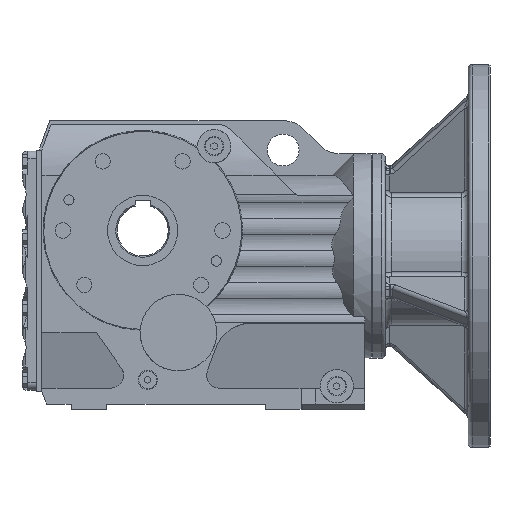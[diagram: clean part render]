
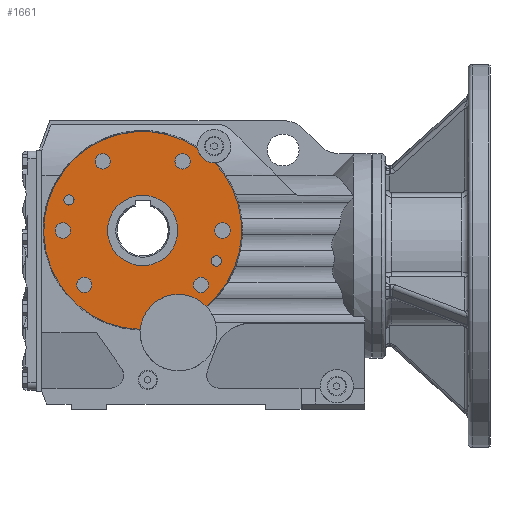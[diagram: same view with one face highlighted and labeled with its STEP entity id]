
A CAD part, front view. The second image highlights one B-rep face of the part: STEP entity #1661.
In plain terms, the highlighted planar face has unit normal (0, -1, 0).
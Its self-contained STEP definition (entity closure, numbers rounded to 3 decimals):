
#1661=ADVANCED_FACE('',(#7421,#7423,#7425,#7427,#7429,#7431,#7433,#7435,#7437,#7439),
#7441,.T.);
#7421=FACE_BOUND('',#7422,.T.);
#7422=EDGE_LOOP('',(#13568,#13569,#13570,#13571));
#7423=FACE_BOUND('',#7424,.T.);
#7424=EDGE_LOOP('',(#13572));
#7425=FACE_BOUND('',#7426,.T.);
#7426=EDGE_LOOP('',(#13573));
#7427=FACE_BOUND('',#7428,.T.);
#7428=EDGE_LOOP('',(#13574));
#7429=FACE_BOUND('',#7430,.T.);
#7430=EDGE_LOOP('',(#13575));
#7431=FACE_BOUND('',#7432,.T.);
#7432=EDGE_LOOP('',(#13576));
#7433=FACE_BOUND('',#7434,.T.);
#7434=EDGE_LOOP('',(#13577));
#7435=FACE_BOUND('',#7436,.T.);
#7436=EDGE_LOOP('',(#13578));
#7437=FACE_BOUND('',#7438,.T.);
#7438=EDGE_LOOP('',(#13579));
#7439=FACE_BOUND('',#7440,.T.);
#7440=EDGE_LOOP('',(#13580));
#7441=PLANE('',#7442);
#7442=AXIS2_PLACEMENT_3D('',#7443,#7444,#7445);
#7443=CARTESIAN_POINT('',(0.,-86.5,77.5));
#7444=DIRECTION('',(0.,-1.,0.));
#7445=DIRECTION('',(1.,0.,0.));
#13568=ORIENTED_EDGE('',*,*,#16412,.F.);
#13569=ORIENTED_EDGE('',*,*,#16271,.F.);
#13570=ORIENTED_EDGE('',*,*,#16413,.F.);
#13571=ORIENTED_EDGE('',*,*,#16131,.F.);
#13572=ORIENTED_EDGE('',*,*,#16144,.T.);
#13573=ORIENTED_EDGE('',*,*,#16234,.F.);
#13574=ORIENTED_EDGE('',*,*,#16236,.F.);
#13575=ORIENTED_EDGE('',*,*,#16238,.F.);
#13576=ORIENTED_EDGE('',*,*,#16240,.F.);
#13577=ORIENTED_EDGE('',*,*,#16242,.F.);
#13578=ORIENTED_EDGE('',*,*,#16244,.F.);
#13579=ORIENTED_EDGE('',*,*,#16246,.F.);
#13580=ORIENTED_EDGE('',*,*,#16248,.F.);
#16131=EDGE_CURVE('',#17675,#17662,#17677,.T.);
#16144=EDGE_CURVE('',#17699,#17699,#17700,.T.);
#16234=EDGE_CURVE('',#17872,#17872,#17873,.T.);
#16236=EDGE_CURVE('',#17876,#17876,#17877,.T.);
#16238=EDGE_CURVE('',#17880,#17880,#17881,.T.);
#16240=EDGE_CURVE('',#17884,#17884,#17885,.T.);
#16242=EDGE_CURVE('',#17888,#17888,#17889,.T.);
#16244=EDGE_CURVE('',#17892,#17892,#17893,.T.);
#16246=EDGE_CURVE('',#17896,#17896,#17897,.T.);
#16248=EDGE_CURVE('',#17900,#17900,#17901,.T.);
#16271=EDGE_CURVE('',#17941,#17942,#17943,.T.);
#16412=EDGE_CURVE('',#17942,#17675,#18170,.T.);
#16413=EDGE_CURVE('',#17662,#17941,#18171,.T.);
#17662=VERTEX_POINT('',#21006);
#17675=VERTEX_POINT('',#21186);
#17677=CIRCLE('',#21194,77.5);
#17699=VERTEX_POINT('',#21421);
#17700=CIRCLE('',#21422,27.5);
#17872=VERTEX_POINT('',#22366);
#17873=CIRCLE('',#22367,6.);
#17876=VERTEX_POINT('',#22376);
#17877=CIRCLE('',#22377,6.);
#17880=VERTEX_POINT('',#22386);
#17881=CIRCLE('',#22387,4.);
#17884=VERTEX_POINT('',#22396);
#17885=CIRCLE('',#22397,4.);
#17888=VERTEX_POINT('',#22406);
#17889=CIRCLE('',#22407,6.);
#17892=VERTEX_POINT('',#22416);
#17893=CIRCLE('',#22417,6.);
#17896=VERTEX_POINT('',#22426);
#17897=CIRCLE('',#22427,6.);
#17900=VERTEX_POINT('',#22436);
#17901=CIRCLE('',#22437,6.);
#17941=VERTEX_POINT('',#22668);
#17942=VERTEX_POINT('',#22669);
#17943=CIRCLE('',#22670,77.5);
#18170=CIRCLE('',#23451,13.);
#18171=CIRCLE('',#23455,30.);
#21006=CARTESIAN_POINT('',(49.796,-86.5,-59.386));
#21186=CARTESIAN_POINT('',(56.534,-86.5,53.011));
#21194=AXIS2_PLACEMENT_3D('',#21195,#21196,#21197);
#21195=CARTESIAN_POINT('',(0.,-86.5,0.));
#21196=DIRECTION('',(-0.,1.,0.));
#21197=DIRECTION('',(0.729,0.,0.684));
#21421=CARTESIAN_POINT('',(27.5,-86.5,0.));
#21422=AXIS2_PLACEMENT_3D('',#21423,#21424,#21425);
#21423=CARTESIAN_POINT('',(0.,-86.5,0.));
#21424=DIRECTION('',(-0.,1.,-0.));
#21425=DIRECTION('',(1.,0.,0.));
#22366=CARTESIAN_POINT('',(68.5,-86.5,0.));
#22367=AXIS2_PLACEMENT_3D('',#22368,#22369,#22370);
#22368=CARTESIAN_POINT('',(62.5,-86.5,0.));
#22369=DIRECTION('',(0.,-1.,0.));
#22370=DIRECTION('',(-1.,0.,0.));
#22376=CARTESIAN_POINT('',(-56.5,-86.5,0.));
#22377=AXIS2_PLACEMENT_3D('',#22378,#22379,#22380);
#22378=CARTESIAN_POINT('',(-62.5,-86.5,0.));
#22379=DIRECTION('',(0.,-1.,0.));
#22380=DIRECTION('',(-1.,0.,0.));
#22386=CARTESIAN_POINT('',(-53.742,-86.5,23.918));
#22387=AXIS2_PLACEMENT_3D('',#22388,#22389,#22390);
#22388=CARTESIAN_POINT('',(-57.742,-86.5,23.918));
#22389=DIRECTION('',(0.,-1.,0.));
#22390=DIRECTION('',(-1.,0.,0.));
#22396=CARTESIAN_POINT('',(61.742,-86.5,-23.918));
#22397=AXIS2_PLACEMENT_3D('',#22398,#22399,#22400);
#22398=CARTESIAN_POINT('',(57.742,-86.5,-23.918));
#22399=DIRECTION('',(0.,-1.,0.));
#22400=DIRECTION('',(-1.,0.,0.));
#22406=CARTESIAN_POINT('',(-39.71,-86.5,-42.625));
#22407=AXIS2_PLACEMENT_3D('',#22408,#22409,#22410);
#22408=CARTESIAN_POINT('',(-45.71,-86.5,-42.625));
#22409=DIRECTION('',(0.,-1.,0.));
#22410=DIRECTION('',(-1.,0.,0.));
#22416=CARTESIAN_POINT('',(51.71,-86.5,-42.625));
#22417=AXIS2_PLACEMENT_3D('',#22418,#22419,#22420);
#22418=CARTESIAN_POINT('',(45.71,-86.5,-42.625));
#22419=DIRECTION('',(0.,-1.,0.));
#22420=DIRECTION('',(-1.,0.,0.));
#22426=CARTESIAN_POINT('',(-25.25,-86.5,54.127));
#22427=AXIS2_PLACEMENT_3D('',#22428,#22429,#22430);
#22428=CARTESIAN_POINT('',(-31.25,-86.5,54.127));
#22429=DIRECTION('',(0.,-1.,0.));
#22430=DIRECTION('',(-1.,0.,0.));
#22436=CARTESIAN_POINT('',(37.25,-86.5,54.127));
#22437=AXIS2_PLACEMENT_3D('',#22438,#22439,#22440);
#22438=CARTESIAN_POINT('',(31.25,-86.5,54.127));
#22439=DIRECTION('',(0.,-1.,0.));
#22440=DIRECTION('',(-1.,0.,0.));
#22668=CARTESIAN_POINT('',(-1.894,-86.5,-77.477));
#22669=CARTESIAN_POINT('',(43.097,-86.5,64.412));
#22670=AXIS2_PLACEMENT_3D('',#22671,#22672,#22673);
#22671=CARTESIAN_POINT('',(0.,-86.5,0.));
#22672=DIRECTION('',(0.,1.,-0.));
#22673=DIRECTION('',(-0.024,0.,-1.));
#23451=AXIS2_PLACEMENT_3D('',#23452,#23453,#23454);
#23452=CARTESIAN_POINT('',(56.,-86.5,66.));
#23453=DIRECTION('',(0.,-1.,0.));
#23454=DIRECTION('',(-0.993,0.,-0.122));
#23455=AXIS2_PLACEMENT_3D('',#23456,#23457,#23458);
#23456=CARTESIAN_POINT('',(28.,-86.5,-80.));
#23457=DIRECTION('',(0.,-1.,0.));
#23458=DIRECTION('',(0.727,0.,0.687));
